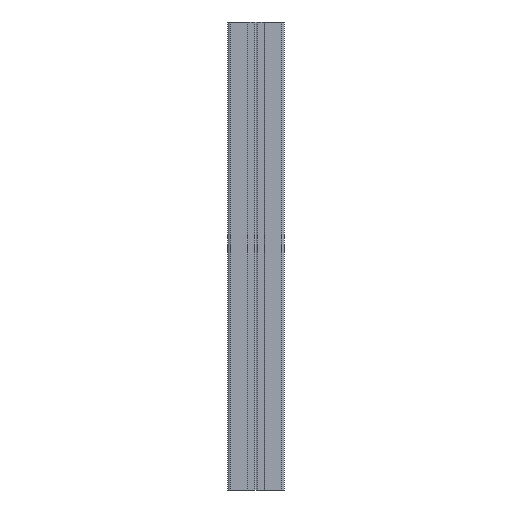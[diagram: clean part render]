
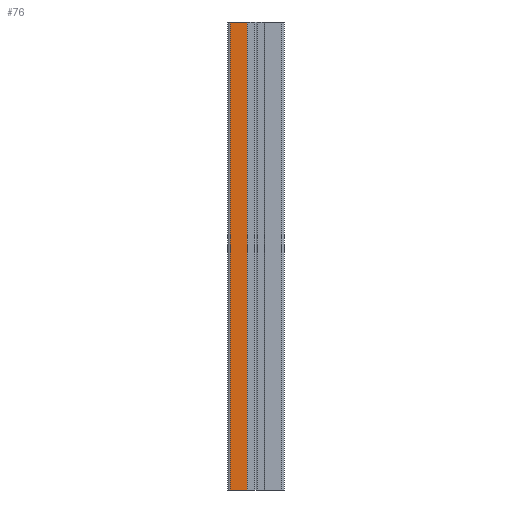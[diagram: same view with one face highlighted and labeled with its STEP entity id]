
A CAD part, left-side view. The second image highlights one B-rep face of the part: STEP entity #76.
In plain terms, the highlighted planar face has unit normal (-1, 0, 0).
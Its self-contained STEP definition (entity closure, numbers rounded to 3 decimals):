
#76 = ADVANCED_FACE( '', ( #142 ), #143, .T. );
#142 = FACE_OUTER_BOUND( '', #271, .T. );
#143 = PLANE( '', #272 );
#271 = EDGE_LOOP( '', ( #461, #462, #463, #464 ) );
#272 = AXIS2_PLACEMENT_3D( '', #465, #466, #467 );
#461 = ORIENTED_EDGE( '', *, *, #1011, .F. );
#462 = ORIENTED_EDGE( '', *, *, #1012, .F. );
#463 = ORIENTED_EDGE( '', *, *, #950, .T. );
#464 = ORIENTED_EDGE( '', *, *, #1013, .T. );
#465 = CARTESIAN_POINT( '', ( -10., 9., -165. ) );
#466 = DIRECTION( '', ( -1., 0., 0. ) );
#467 = DIRECTION( '', ( 0., 0., 1. ) );
#950 = EDGE_CURVE( '', #1132, #1133, #1134, .T. );
#1011 = EDGE_CURVE( '', #1254, #1255, #1256, .T. );
#1012 = EDGE_CURVE( '', #1132, #1254, #1257, .T. );
#1013 = EDGE_CURVE( '', #1133, #1255, #1258, .T. );
#1132 = VERTEX_POINT( '', #1436 );
#1133 = VERTEX_POINT( '', #1437 );
#1134 = LINE( '', #1438, #1439 );
#1254 = VERTEX_POINT( '', #1614 );
#1255 = VERTEX_POINT( '', #1615 );
#1256 = LINE( '', #1616, #1617 );
#1257 = LINE( '', #1618, #1619 );
#1258 = LINE( '', #1620, #1621 );
#1436 = CARTESIAN_POINT( '', ( -10., 9., -165. ) );
#1437 = CARTESIAN_POINT( '', ( -10., 3., -165. ) );
#1438 = CARTESIAN_POINT( '', ( -10., 9., -165. ) );
#1439 = VECTOR( '', #1912, 1000. );
#1614 = CARTESIAN_POINT( '', ( -10., 9., 0. ) );
#1615 = CARTESIAN_POINT( '', ( -10., 3., 0. ) );
#1616 = CARTESIAN_POINT( '', ( -10., 9., 0. ) );
#1617 = VECTOR( '', #1983, 1000. );
#1618 = CARTESIAN_POINT( '', ( -10., 9., -165. ) );
#1619 = VECTOR( '', #1984, 1000. );
#1620 = CARTESIAN_POINT( '', ( -10., 3., -165. ) );
#1621 = VECTOR( '', #1985, 1000. );
#1912 = DIRECTION( '', ( 0., -1., 0. ) );
#1983 = DIRECTION( '', ( 0., -1., 0. ) );
#1984 = DIRECTION( '', ( 0., 0., 1. ) );
#1985 = DIRECTION( '', ( 0., 0., 1. ) );
